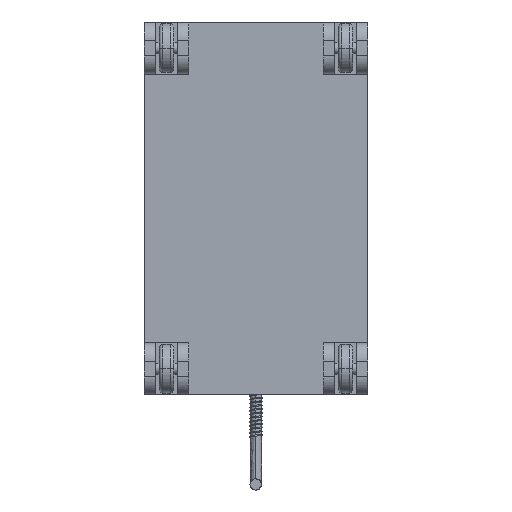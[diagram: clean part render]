
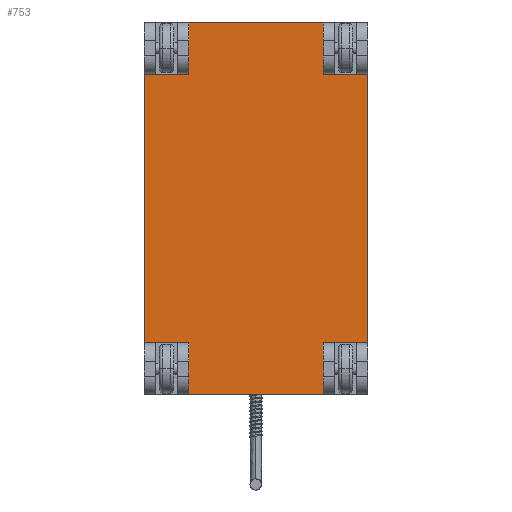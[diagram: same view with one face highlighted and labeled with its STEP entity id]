
A CAD part, front view. The second image highlights one B-rep face of the part: STEP entity #753.
In plain terms, the highlighted free-form (B-spline) face has degree [1, 1] with [2, 2] control points.
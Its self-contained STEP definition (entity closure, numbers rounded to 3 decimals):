
#24 = VERTEX_POINT('',#25);
#25 = CARTESIAN_POINT('',(395.651,0.,0.));
#38 = VERTEX_POINT('',#39);
#39 = CARTESIAN_POINT('',(-101.051,0.,0.));
#44 = EDGE_CURVE('',#38,#24,#45,.T.);
#45 = B_SPLINE_CURVE_WITH_KNOTS('',1,(#46,#47),.UNSPECIFIED.,.F.,.F.,(2,
    2),(0.,600.),.PIECEWISE_BEZIER_KNOTS.);
#46 = CARTESIAN_POINT('',(-101.051,0.,0.));
#47 = CARTESIAN_POINT('',(395.651,0.,0.));
#102 = EDGE_CURVE('',#24,#103,#105,.T.);
#103 = VERTEX_POINT('',#104);
#104 = CARTESIAN_POINT('',(395.651,0.,827.836));
#105 = B_SPLINE_CURVE_WITH_KNOTS('',1,(#106,#107),.UNSPECIFIED.,.F.,.F.,
  (2,2),(0.,1000.),.PIECEWISE_BEZIER_KNOTS.);
#106 = CARTESIAN_POINT('',(395.651,0.,0.));
#107 = CARTESIAN_POINT('',(395.651,0.,827.836));
#721 = EDGE_CURVE('',#722,#103,#724,.T.);
#722 = VERTEX_POINT('',#723);
#723 = CARTESIAN_POINT('',(-101.051,0.,827.836));
#724 = B_SPLINE_CURVE_WITH_KNOTS('',1,(#725,#726),.UNSPECIFIED.,.F.,.F.,
  (2,2),(0.,600.),.PIECEWISE_BEZIER_KNOTS.);
#725 = CARTESIAN_POINT('',(-101.051,0.,827.836));
#726 = CARTESIAN_POINT('',(395.651,0.,827.836));
#753 = ADVANCED_FACE('',(#754),#764,.T.);
#754 = FACE_BOUND('',#755,.F.);
#755 = EDGE_LOOP('',(#756,#757,#762,#763));
#756 = ORIENTED_EDGE('',*,*,#44,.F.);
#757 = ORIENTED_EDGE('',*,*,#758,.T.);
#758 = EDGE_CURVE('',#38,#722,#759,.T.);
#759 = B_SPLINE_CURVE_WITH_KNOTS('',1,(#760,#761),.UNSPECIFIED.,.F.,.F.,
  (2,2),(0.,1000.),.PIECEWISE_BEZIER_KNOTS.);
#760 = CARTESIAN_POINT('',(-101.051,0.,0.));
#761 = CARTESIAN_POINT('',(-101.051,0.,827.836));
#762 = ORIENTED_EDGE('',*,*,#721,.T.);
#763 = ORIENTED_EDGE('',*,*,#102,.F.);
#764 = B_SPLINE_SURFACE_WITH_KNOTS('',1,1,(
    (#765,#766)
    ,(#767,#768
    )),.UNSPECIFIED.,.F.,.F.,.F.,(2,2),(2,2),(0.,600.),(0.,1000.),
  .PIECEWISE_BEZIER_KNOTS.);
#765 = CARTESIAN_POINT('',(-101.051,0.,0.));
#766 = CARTESIAN_POINT('',(-101.051,0.,827.836));
#767 = CARTESIAN_POINT('',(395.651,0.,0.));
#768 = CARTESIAN_POINT('',(395.651,0.,827.836));
